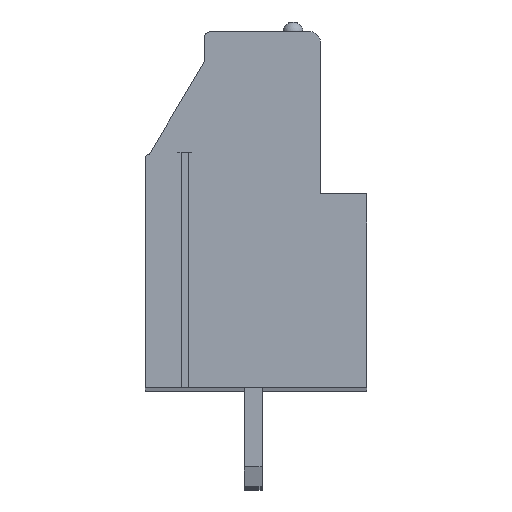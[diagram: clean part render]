
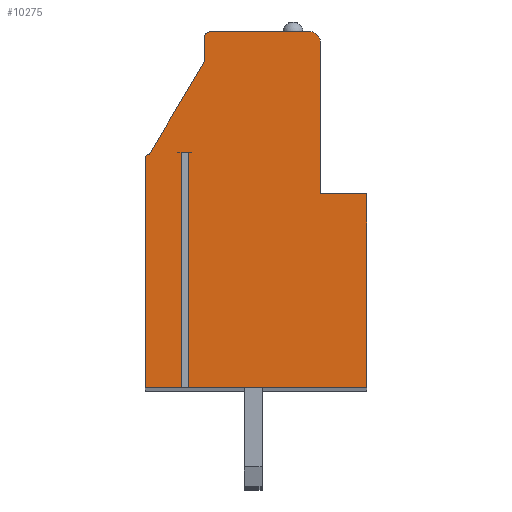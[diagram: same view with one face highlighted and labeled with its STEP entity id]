
A CAD part, top view. The second image highlights one B-rep face of the part: STEP entity #10275.
In plain terms, the highlighted planar face has unit normal (0, 0, 1).
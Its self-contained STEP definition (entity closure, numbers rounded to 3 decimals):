
#30=DIRECTION('',(-1.,0.,0.));
#31=VECTOR('',#30,0.38);
#32=CARTESIAN_POINT('',(-3.27,4.204,99.06));
#33=LINE('',#32,#31);
#34=DIRECTION('',(0.,1.,0.));
#35=VECTOR('',#34,11.9);
#36=CARTESIAN_POINT('',(-3.65,-7.696,99.06));
#37=LINE('',#36,#35);
#38=DIRECTION('',(1.,0.,0.));
#39=VECTOR('',#38,1.81);
#40=CARTESIAN_POINT('',(-5.46,-7.696,99.06));
#41=LINE('',#40,#39);
#42=DIRECTION('',(0.,-1.,0.));
#43=VECTOR('',#42,11.6);
#44=CARTESIAN_POINT('',(-5.46,3.904,99.06));
#45=LINE('',#44,#43);
#46=CARTESIAN_POINT('',(-5.26,3.904,99.06));
#47=DIRECTION('',(0.,0.,1.));
#48=DIRECTION('',(0.,1.,0.));
#49=AXIS2_PLACEMENT_3D('',#46,#47,#48);
#51=DIRECTION('',(-0.512,-0.859,0.));
#52=VECTOR('',#51,5.471);
#53=CARTESIAN_POINT('',(-2.46,8.804,99.06));
#54=LINE('',#53,#52);
#55=DIRECTION('',(0.,-1.,0.));
#56=VECTOR('',#55,1.2);
#57=CARTESIAN_POINT('',(-2.46,10.004,99.06));
#58=LINE('',#57,#56);
#59=CARTESIAN_POINT('',(-2.16,10.004,99.06));
#60=DIRECTION('',(0.,0.,1.));
#61=DIRECTION('',(0.,1.,0.));
#62=AXIS2_PLACEMENT_3D('',#59,#60,#61);
#64=DIRECTION('',(-1.,0.,0.));
#65=VECTOR('',#64,5.05);
#66=CARTESIAN_POINT('',(2.89,10.304,99.06));
#67=LINE('',#66,#65);
#68=CARTESIAN_POINT('',(2.89,9.804,99.06));
#69=DIRECTION('',(0.,0.,1.));
#70=DIRECTION('',(1.,0.,0.));
#71=AXIS2_PLACEMENT_3D('',#68,#69,#70);
#73=DIRECTION('',(0.,1.,0.));
#74=VECTOR('',#73,7.7);
#75=CARTESIAN_POINT('',(3.39,2.104,99.06));
#76=LINE('',#75,#74);
#77=DIRECTION('',(-1.,0.,0.));
#78=VECTOR('',#77,2.35);
#79=CARTESIAN_POINT('',(5.74,2.104,99.06));
#80=LINE('',#79,#78);
#81=DIRECTION('',(0.,1.,0.));
#82=VECTOR('',#81,9.8);
#83=CARTESIAN_POINT('',(5.74,-7.696,99.06));
#84=LINE('',#83,#82);
#85=DIRECTION('',(1.,0.,0.));
#86=VECTOR('',#85,9.01);
#87=CARTESIAN_POINT('',(-3.27,-7.696,99.06));
#88=LINE('',#87,#86);
#89=DIRECTION('',(0.,1.,0.));
#90=VECTOR('',#89,11.9);
#91=CARTESIAN_POINT('',(-3.27,-7.696,99.06));
#92=LINE('',#91,#90);
#7900=CARTESIAN_POINT('',(5.74,-7.696,99.06));
#7901=CARTESIAN_POINT('',(5.74,2.104,99.06));
#7902=VERTEX_POINT('',#7900);
#7903=VERTEX_POINT('',#7901);
#7904=CARTESIAN_POINT('',(3.39,2.104,99.06));
#7905=VERTEX_POINT('',#7904);
#7906=CARTESIAN_POINT('',(3.39,9.804,99.06));
#7907=VERTEX_POINT('',#7906);
#7908=CARTESIAN_POINT('',(2.89,10.304,99.06));
#7909=VERTEX_POINT('',#7908);
#7910=CARTESIAN_POINT('',(-2.16,10.304,99.06));
#7911=VERTEX_POINT('',#7910);
#7912=CARTESIAN_POINT('',(-2.46,10.004,99.06));
#7913=VERTEX_POINT('',#7912);
#7914=CARTESIAN_POINT('',(-2.46,8.804,99.06));
#7915=VERTEX_POINT('',#7914);
#7916=CARTESIAN_POINT('',(-5.26,4.104,99.06));
#7917=VERTEX_POINT('',#7916);
#7918=CARTESIAN_POINT('',(-5.46,3.904,99.06));
#7919=VERTEX_POINT('',#7918);
#7920=CARTESIAN_POINT('',(-5.46,-7.696,99.06));
#7921=VERTEX_POINT('',#7920);
#8002=CARTESIAN_POINT('',(-3.27,4.204,99.06));
#8003=CARTESIAN_POINT('',(-3.65,4.204,99.06));
#8004=VERTEX_POINT('',#8002);
#8005=VERTEX_POINT('',#8003);
#8006=CARTESIAN_POINT('',(-3.27,-7.696,99.06));
#8007=VERTEX_POINT('',#8006);
#8008=CARTESIAN_POINT('',(-3.65,-7.696,99.06));
#8009=VERTEX_POINT('',#8008);
#10238=CARTESIAN_POINT('',(0.,0.,99.06));
#10239=DIRECTION('',(0.,0.,1.));
#10240=DIRECTION('',(1.,0.,0.));
#10241=AXIS2_PLACEMENT_3D('',#10238,#10239,#10240);
#10242=PLANE('',#10241);
#10244=ORIENTED_EDGE('',*,*,#10243,.T.);
#10246=ORIENTED_EDGE('',*,*,#10245,.F.);
#10248=ORIENTED_EDGE('',*,*,#10247,.F.);
#10250=ORIENTED_EDGE('',*,*,#10249,.F.);
#10252=ORIENTED_EDGE('',*,*,#10251,.F.);
#10254=ORIENTED_EDGE('',*,*,#10253,.F.);
#10256=ORIENTED_EDGE('',*,*,#10255,.F.);
#10258=ORIENTED_EDGE('',*,*,#10257,.F.);
#10260=ORIENTED_EDGE('',*,*,#10259,.F.);
#10262=ORIENTED_EDGE('',*,*,#10261,.F.);
#10264=ORIENTED_EDGE('',*,*,#10263,.F.);
#10266=ORIENTED_EDGE('',*,*,#10265,.F.);
#10268=ORIENTED_EDGE('',*,*,#10267,.F.);
#10270=ORIENTED_EDGE('',*,*,#10269,.F.);
#10272=ORIENTED_EDGE('',*,*,#10271,.T.);
#10273=EDGE_LOOP('',(#10244,#10246,#10248,#10250,#10252,#10254,#10256,#10258,
#10260,#10262,#10264,#10266,#10268,#10270,#10272));
#10274=FACE_OUTER_BOUND('',#10273,.F.);
#50=CIRCLE('',#49,0.2);
#63=CIRCLE('',#62,0.3);
#72=CIRCLE('',#71,0.5);
#10243=EDGE_CURVE('',#8004,#8005,#33,.T.);
#10245=EDGE_CURVE('',#8009,#8005,#37,.T.);
#10247=EDGE_CURVE('',#7921,#8009,#41,.T.);
#10249=EDGE_CURVE('',#7919,#7921,#45,.T.);
#10251=EDGE_CURVE('',#7917,#7919,#50,.T.);
#10253=EDGE_CURVE('',#7915,#7917,#54,.T.);
#10255=EDGE_CURVE('',#7913,#7915,#58,.T.);
#10257=EDGE_CURVE('',#7911,#7913,#63,.T.);
#10259=EDGE_CURVE('',#7909,#7911,#67,.T.);
#10261=EDGE_CURVE('',#7907,#7909,#72,.T.);
#10263=EDGE_CURVE('',#7905,#7907,#76,.T.);
#10265=EDGE_CURVE('',#7903,#7905,#80,.T.);
#10267=EDGE_CURVE('',#7902,#7903,#84,.T.);
#10269=EDGE_CURVE('',#8007,#7902,#88,.T.);
#10271=EDGE_CURVE('',#8007,#8004,#92,.T.);
#10275=ADVANCED_FACE('',(#10274),#10242,.T.);
